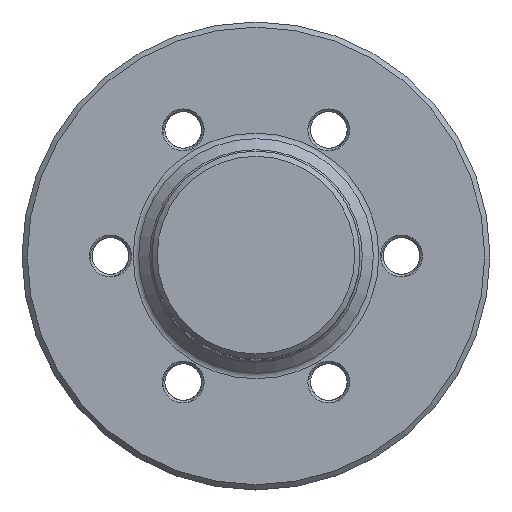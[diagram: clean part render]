
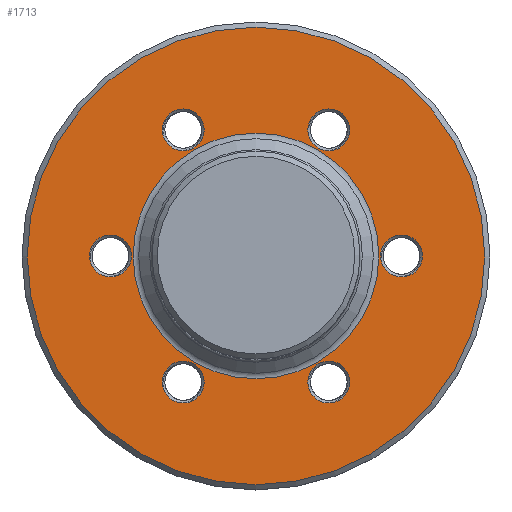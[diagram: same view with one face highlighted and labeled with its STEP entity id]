
A CAD part, top view. The second image highlights one B-rep face of the part: STEP entity #1713.
In plain terms, the highlighted planar face has unit normal (0, 0, 1).
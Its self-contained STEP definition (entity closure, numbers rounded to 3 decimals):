
#49=FACE_BOUND('',#234,.T.);
#50=FACE_BOUND('',#235,.T.);
#51=FACE_BOUND('',#236,.T.);
#52=FACE_BOUND('',#237,.T.);
#53=FACE_BOUND('',#238,.T.);
#54=FACE_BOUND('',#239,.T.);
#55=FACE_BOUND('',#240,.T.);
#58=PLANE('',#1870);
#123=FACE_OUTER_BOUND('',#233,.T.);
#233=EDGE_LOOP('',(#1261));
#234=EDGE_LOOP('',(#1262));
#235=EDGE_LOOP('',(#1263));
#236=EDGE_LOOP('',(#1264));
#237=EDGE_LOOP('',(#1265));
#238=EDGE_LOOP('',(#1266));
#239=EDGE_LOOP('',(#1267));
#240=EDGE_LOOP('',(#1268));
#334=CIRCLE('',#1866,11.811);
#337=CIRCLE('',#1871,22.);
#338=CIRCLE('',#1872,2.014);
#339=CIRCLE('',#1873,2.014);
#340=CIRCLE('',#1874,2.014);
#341=CIRCLE('',#1875,2.014);
#342=CIRCLE('',#1876,2.014);
#343=CIRCLE('',#1877,2.014);
#771=VERTEX_POINT('',#3671);
#774=VERTEX_POINT('',#3681);
#775=VERTEX_POINT('',#3683);
#776=VERTEX_POINT('',#3685);
#777=VERTEX_POINT('',#3687);
#778=VERTEX_POINT('',#3689);
#779=VERTEX_POINT('',#3691);
#780=VERTEX_POINT('',#3693);
#962=EDGE_CURVE('',#771,#771,#334,.T.);
#966=EDGE_CURVE('',#774,#774,#337,.T.);
#967=EDGE_CURVE('',#775,#775,#338,.T.);
#968=EDGE_CURVE('',#776,#776,#339,.T.);
#969=EDGE_CURVE('',#777,#777,#340,.T.);
#970=EDGE_CURVE('',#778,#778,#341,.T.);
#971=EDGE_CURVE('',#779,#779,#342,.T.);
#972=EDGE_CURVE('',#780,#780,#343,.T.);
#1261=ORIENTED_EDGE('',*,*,#966,.F.);
#1262=ORIENTED_EDGE('',*,*,#967,.F.);
#1263=ORIENTED_EDGE('',*,*,#968,.F.);
#1264=ORIENTED_EDGE('',*,*,#969,.F.);
#1265=ORIENTED_EDGE('',*,*,#970,.F.);
#1266=ORIENTED_EDGE('',*,*,#971,.F.);
#1267=ORIENTED_EDGE('',*,*,#972,.F.);
#1268=ORIENTED_EDGE('',*,*,#962,.F.);
#1713=ADVANCED_FACE('',(#123,#49,#50,#51,#52,#53,#54,#55),#58,.T.);
#1866=AXIS2_PLACEMENT_3D('',#3673,#2162,#2163);
#1870=AXIS2_PLACEMENT_3D('',#3680,#2171,#2172);
#1871=AXIS2_PLACEMENT_3D('',#3682,#2173,#2174);
#1872=AXIS2_PLACEMENT_3D('',#3684,#2175,#2176);
#1873=AXIS2_PLACEMENT_3D('',#3686,#2177,#2178);
#1874=AXIS2_PLACEMENT_3D('',#3688,#2179,#2180);
#1875=AXIS2_PLACEMENT_3D('',#3690,#2181,#2182);
#1876=AXIS2_PLACEMENT_3D('',#3692,#2183,#2184);
#1877=AXIS2_PLACEMENT_3D('',#3694,#2185,#2186);
#2162=DIRECTION('center_axis',(0.,0.,1.));
#2163=DIRECTION('ref_axis',(1.,0.,0.));
#2171=DIRECTION('center_axis',(0.,0.,1.));
#2172=DIRECTION('ref_axis',(1.,0.,0.));
#2173=DIRECTION('center_axis',(0.,0.,-1.));
#2174=DIRECTION('ref_axis',(1.,0.,0.));
#2175=DIRECTION('center_axis',(0.,0.,1.));
#2176=DIRECTION('ref_axis',(1.,0.,0.));
#2177=DIRECTION('center_axis',(0.,0.,1.));
#2178=DIRECTION('ref_axis',(1.,0.,0.));
#2179=DIRECTION('center_axis',(0.,0.,1.));
#2180=DIRECTION('ref_axis',(1.,0.,0.));
#2181=DIRECTION('center_axis',(0.,0.,1.));
#2182=DIRECTION('ref_axis',(1.,0.,0.));
#2183=DIRECTION('center_axis',(0.,0.,1.));
#2184=DIRECTION('ref_axis',(1.,0.,0.));
#2185=DIRECTION('center_axis',(0.,0.,1.));
#2186=DIRECTION('ref_axis',(1.,0.,0.));
#3671=CARTESIAN_POINT('',(11.811,0.,3.));
#3673=CARTESIAN_POINT('Origin',(0.,0.,3.));
#3680=CARTESIAN_POINT('Origin',(0.,0.,3.));
#3681=CARTESIAN_POINT('',(-22.,0.,3.));
#3682=CARTESIAN_POINT('Origin',(0.,0.,3.));
#3683=CARTESIAN_POINT('',(-16.014,0.,3.));
#3684=CARTESIAN_POINT('Origin',(-14.,0.,
3.));
#3685=CARTESIAN_POINT('',(-9.014,-12.124,3.));
#3686=CARTESIAN_POINT('Origin',(-7.,-12.124,3.));
#3687=CARTESIAN_POINT('',(11.986,0.,3.));
#3688=CARTESIAN_POINT('Origin',(14.,0.,3.));
#3689=CARTESIAN_POINT('',(-9.014,12.124,3.));
#3690=CARTESIAN_POINT('Origin',(-7.,12.124,3.));
#3691=CARTESIAN_POINT('',(4.986,-12.124,3.));
#3692=CARTESIAN_POINT('Origin',(7.,-12.124,3.));
#3693=CARTESIAN_POINT('',(4.986,12.124,3.));
#3694=CARTESIAN_POINT('Origin',(7.,12.124,3.));
